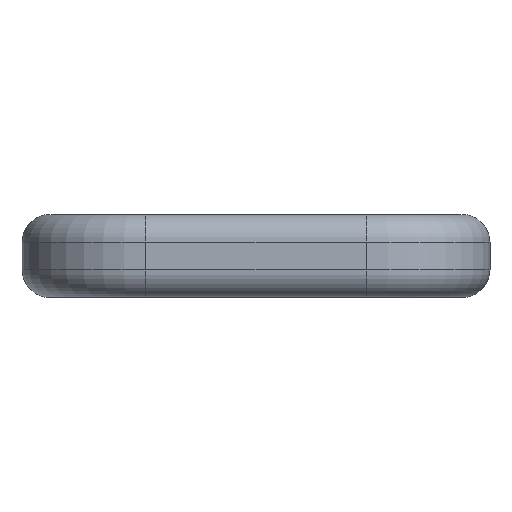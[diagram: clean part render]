
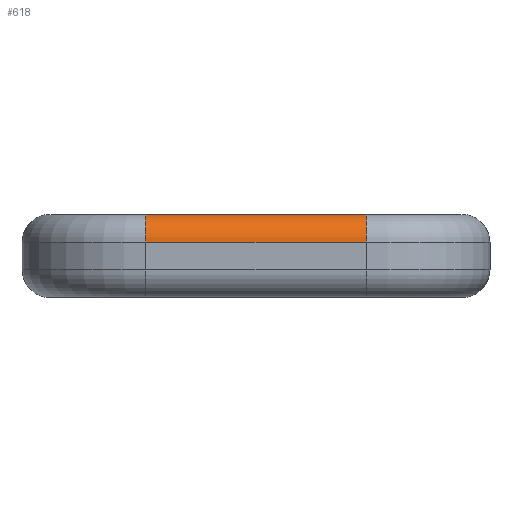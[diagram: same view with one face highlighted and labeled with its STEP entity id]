
A CAD part, left-side view. The second image highlights one B-rep face of the part: STEP entity #618.
In plain terms, the highlighted cylindrical face has radius 1 mm (diameter 2 mm), a partial arc.
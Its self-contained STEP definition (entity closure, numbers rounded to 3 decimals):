
#19 = AXIS2_PLACEMENT_3D ( 'NONE', #513, #1318, #1948 ) ;
#26 = DIRECTION ( 'NONE',  ( 0., 0., 1. ) ) ;
#76 = CARTESIAN_POINT ( 'NONE',  ( 1., 23.314, 3.6 ) ) ;
#266 = AXIS2_PLACEMENT_3D ( 'NONE', #1281, #493, #26 ) ;
#339 = CIRCLE ( 'NONE', #266, 1. ) ;
#408 = EDGE_LOOP ( 'NONE', ( #440, #1812, #1799, #602 ) ) ;
#440 = ORIENTED_EDGE ( 'NONE', *, *, #454, .T. ) ;
#454 = EDGE_CURVE ( 'NONE', #1375, #1894, #339, .T. ) ;
#493 = DIRECTION ( 'NONE',  ( 0., 1., 0. ) ) ;
#513 = CARTESIAN_POINT ( 'NONE',  ( 1., 31.314, 2.6 ) ) ;
#543 = EDGE_CURVE ( 'NONE', #1375, #1917, #1330, .T. ) ;
#573 = EDGE_CURVE ( 'NONE', #661, #1894, #908, .T. ) ;
#602 = ORIENTED_EDGE ( 'NONE', *, *, #543, .F. ) ;
#618 = ADVANCED_FACE ( 'NONE', ( #1423 ), #927, .T. ) ;
#661 = VERTEX_POINT ( 'NONE', #1820 ) ;
#673 = CARTESIAN_POINT ( 'NONE',  ( 0., 31.314, 2.6 ) ) ;
#834 = DIRECTION ( 'NONE',  ( 0., 1., 0. ) ) ;
#884 = DIRECTION ( 'NONE',  ( 0., -1., 0. ) ) ;
#908 = LINE ( 'NONE', #76, #1733 ) ;
#915 = AXIS2_PLACEMENT_3D ( 'NONE', #1204, #884, #1350 ) ;
#927 = CYLINDRICAL_SURFACE ( 'NONE', #915, 1. ) ;
#1174 = DIRECTION ( 'NONE',  ( 0., -1., 0. ) ) ;
#1204 = CARTESIAN_POINT ( 'NONE',  ( 1., 23.314, 2.6 ) ) ;
#1230 = CARTESIAN_POINT ( 'NONE',  ( 0., 23.314, 2.6 ) ) ;
#1281 = CARTESIAN_POINT ( 'NONE',  ( 1., 23.314, 2.6 ) ) ;
#1318 = DIRECTION ( 'NONE',  ( 0., 1., 0. ) ) ;
#1330 = LINE ( 'NONE', #1487, #2039 ) ;
#1350 = DIRECTION ( 'NONE',  ( 1., 0., 0. ) ) ;
#1375 = VERTEX_POINT ( 'NONE', #1230 ) ;
#1423 = FACE_OUTER_BOUND ( 'NONE', #408, .T. ) ;
#1487 = CARTESIAN_POINT ( 'NONE',  ( 0., 31.314, 2.6 ) ) ;
#1733 = VECTOR ( 'NONE', #1174, 1000. ) ;
#1799 = ORIENTED_EDGE ( 'NONE', *, *, #1901, .F. ) ;
#1812 = ORIENTED_EDGE ( 'NONE', *, *, #573, .F. ) ;
#1820 = CARTESIAN_POINT ( 'NONE',  ( 1., 31.314, 3.6 ) ) ;
#1894 = VERTEX_POINT ( 'NONE', #1942 ) ;
#1901 = EDGE_CURVE ( 'NONE', #1917, #661, #2030, .T. ) ;
#1917 = VERTEX_POINT ( 'NONE', #673 ) ;
#1942 = CARTESIAN_POINT ( 'NONE',  ( 1., 23.314, 3.6 ) ) ;
#1948 = DIRECTION ( 'NONE',  ( 0., 0., 1. ) ) ;
#2030 = CIRCLE ( 'NONE', #19, 1. ) ;
#2039 = VECTOR ( 'NONE', #834, 1000. ) ;
